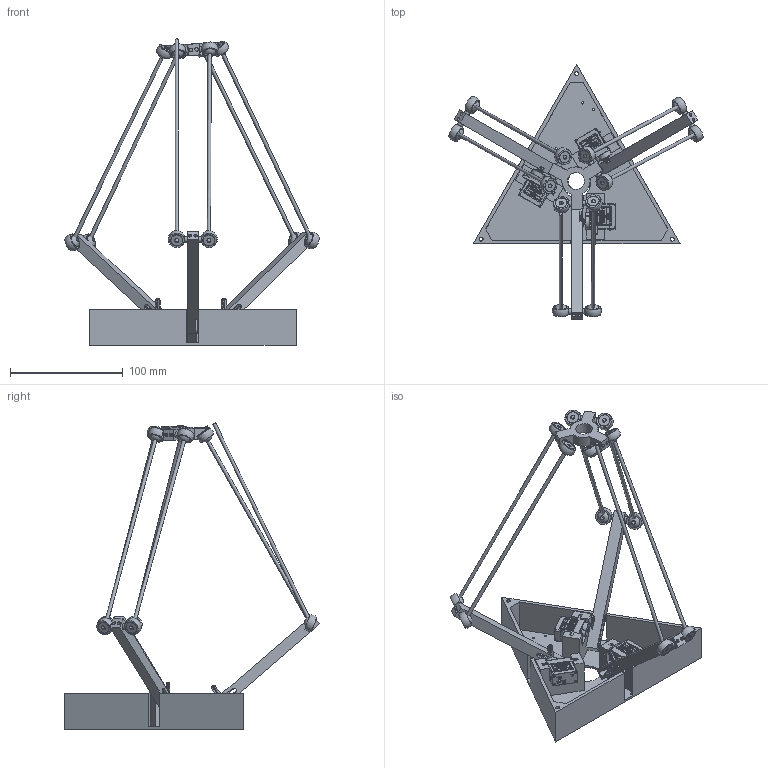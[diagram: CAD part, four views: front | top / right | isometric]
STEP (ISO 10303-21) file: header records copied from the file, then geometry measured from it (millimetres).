
FILE_DESCRIPTION(/* description */ (''),/* implementation_level */ '2;1');
FILE_NAME(/* name */ 'delta base v24.step',/* time_stamp */ '2024-10-15T16:45:43-07:00',/* author */ (''),/* organization */ (''),/* preprocessor_version */ 'ST-DEVELOPER v20',/* originating_system */ 'Autodesk Translation Framework v13.20.0.188',/* authorisation */ '');
FILE_SCHEMA (('AUTOMOTIVE_DESIGN { 1 0 10303 214 3 1 1 }'));
Length unit declared in the file: millimetre
Products named in the file (15): delta base; SG90 - Micro Servo 9g - Tower Pro v1; SG90 - Micro Servo 9g - Tower Pro v1_1; SG90 - Micro Servo 9g - Tower Pro v1_2; SG90 - Micro Servo 9g - Tower Pro.1_Pea; SG90 - Micro Servo 9g - Tower Pro.3_Pea; SG90 - Micro Servo 9g - Tower Pro.5_BS EN ISO 7045 - M2 x 8 - Z - 8S; arm assembly; arm assembly_1; arm assembly_2; forearm; 200mm alu rod; effector; rod end bearing; body
Assembly tree (41 placements, depth 3):
  delta base
    SG90 - Micro Servo 9g - Tower Pro v1
      SG90 - Micro Servo 9g - Tower Pro.1_Pea
      SG90 - Micro Servo 9g - Tower Pro.3_Pea
      SG90 - Micro Servo 9g - Tower Pro.5_BS EN ISO 7045 - M2 x 8 - Z - 8S  x2
    SG90 - Micro Servo 9g - Tower Pro v1_1
      SG90 - Micro Servo 9g - Tower Pro.1_Pea
      SG90 - Micro Servo 9g - Tower Pro.3_Pea
      SG90 - Micro Servo 9g - Tower Pro.5_BS EN ISO 7045 - M2 x 8 - Z - 8S  x2
    SG90 - Micro Servo 9g - Tower Pro v1_2
      SG90 - Micro Servo 9g - Tower Pro.1_Pea
      SG90 - Micro Servo 9g - Tower Pro.3_Pea
      SG90 - Micro Servo 9g - Tower Pro.5_BS EN ISO 7045 - M2 x 8 - Z - 8S  x2
    arm assembly
      rod end bearing  x2
      forearm
      200mm alu rod  x2
    arm assembly_1
      rod end bearing  x2
      forearm
      200mm alu rod  x2
    arm assembly_2
      rod end bearing  x2
      forearm
      200mm alu rod  x2
    effector
      rod end bearing  x6
    body
Bounding box: 225.65 x 226.41 x 271.77 mm (x, y, z)
Volume: 203682 mm3; surface area: 135855 mm2
Topology: 77 solids, 77 shells, 2821 faces, 9153 edges, 6822 vertices
Faces by surface type: plane 1921, cylinder 711, torus 75, bspline 69, sphere 42, cone 3
Full cylindrical faces by diameter (mm): 0.2 x3, 0.5 x3, 1 x9, 1.2 x36, 1.6 x6, 1.8 x12, 2 x16, 2.1 x3, 3 x24, 3.5 x15, 4.6 x3, 5 x15, 5.25 x12, 6.9 x3, 15 x1, 24.183 x1
Entity records: 44203 total; most frequent: CARTESIAN_POINT 14867, ORIENTED_EDGE 6482, DIRECTION 5280, EDGE_CURVE 3241, VERTEX_POINT 2405, LINE 2048, VECTOR 2048, AXIS2_PLACEMENT_3D 1616
